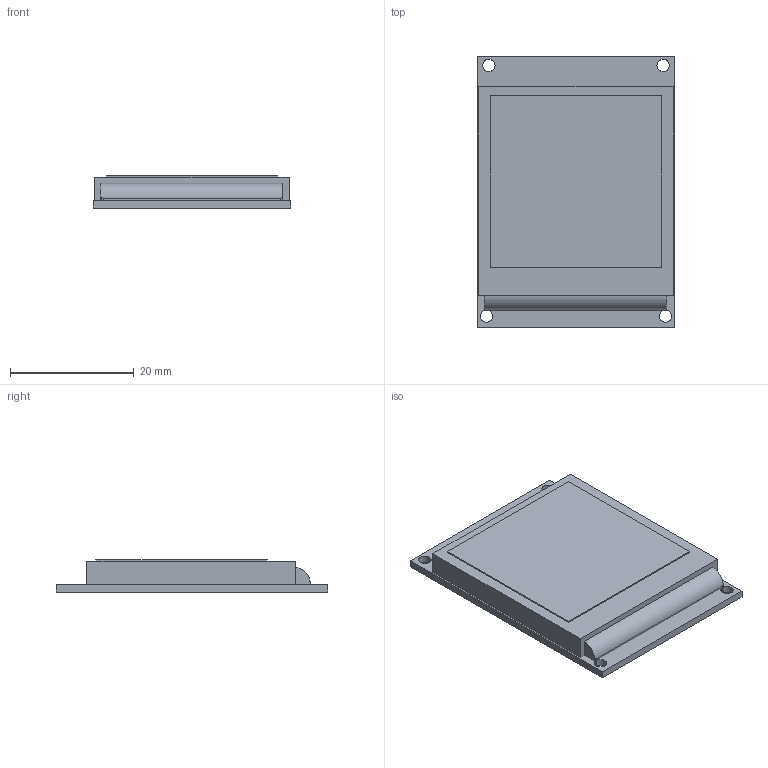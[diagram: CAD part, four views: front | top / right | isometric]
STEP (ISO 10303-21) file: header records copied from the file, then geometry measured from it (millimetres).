
FILE_DESCRIPTION(/* description */ (''),/* implementation_level */ '2;1');
FILE_NAME(/* name */ '240x240-Display.step',/* time_stamp */ '2026-01-12T18:31:27+01:00',/* author */ (''),/* organization */ (''),/* preprocessor_version */ 'ST-DEVELOPER v20.1',/* originating_system */ 'Autodesk Translation Framework v14.21.0.0',/* authorisation */ '');
FILE_SCHEMA (('AUTOMOTIVE_DESIGN { 1 0 10303 214 3 1 1 }'));
Length unit declared in the file: millimetre
Products named in the file (1): 2026-01-04-17-13-10-034
Bounding box: 32 x 44 x 5.2 mm (x, y, z)
Volume: 7384.2 mm3; surface area: 6164.6 mm2
Topology: 3 solids, 3 shells, 30 faces, 69 edges, 46 vertices
Faces by surface type: plane 23, cylinder 7
Full cylindrical faces by diameter (mm): 2 x4
Entity records: 936 total; most frequent: CARTESIAN_POINT 180, DIRECTION 141, ORIENTED_EDGE 138, EDGE_CURVE 69, LINE 55, VECTOR 55, VERTEX_POINT 46, AXIS2_PLACEMENT_3D 43
